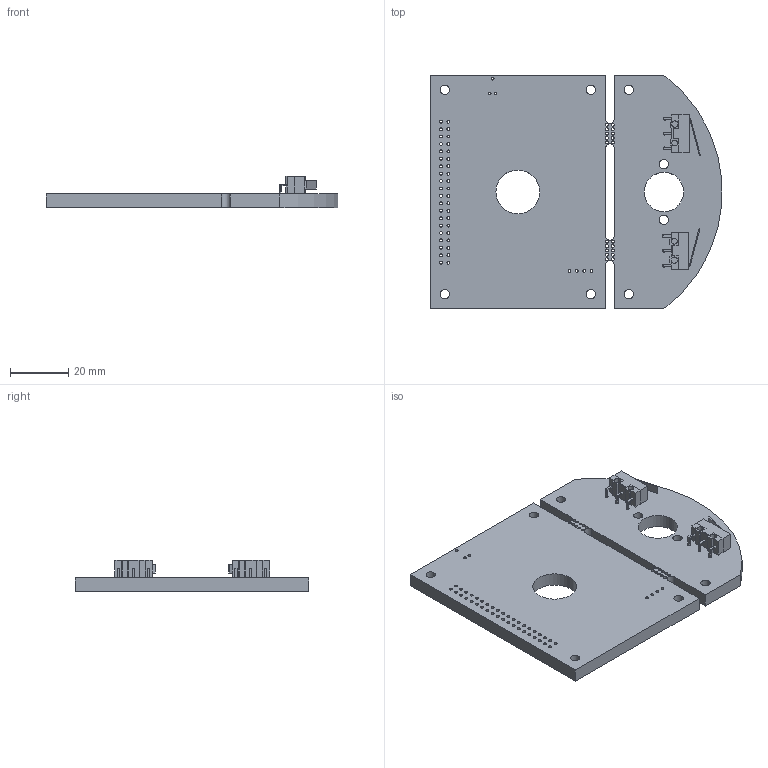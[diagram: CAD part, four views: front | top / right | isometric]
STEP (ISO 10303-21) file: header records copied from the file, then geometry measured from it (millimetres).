
FILE_DESCRIPTION(('KiCad electronic assembly'),'2;1');
FILE_NAME('swarmbot.step','2021-10-13T18:31:28',('Pcbnew'),('Kicad'), 'Open CASCADE STEP processor 7.5','KiCad to STEP converter','Unknown' );
FILE_SCHEMA(('AUTOMOTIVE_DESIGN { 1 0 10303 214 1 1 1 1 }'));
Length unit declared in the file: millimetre
Products named in the file (6): swarmbot 1; TypeC; COMPOUND; TypeD; swarmbot PCB
Assembly tree (5 placements, depth 3):
  swarmbot 1
    TypeC
      COMPOUND
    TypeD
      COMPOUND
    swarmbot PCB
Bounding box: 99.82 x 80.02 x 10.64 mm (x, y, z)
Volume: 33153.1 mm3; surface area: 19405.3 mm2
Topology: 13 solids, 13 shells, 231 faces, 615 edges, 410 vertices
Faces by surface type: bspline 130, cylinder 88, plane 13
Full cylindrical faces by diameter (mm): 0.95 x4, 0.991 x3, 1 x66, 3.2 x8, 13.5 x1, 15 x1
Entity records: 14956 total; most frequent: CARTESIAN_POINT 4060, DIRECTION 1281, ORIENTED_EDGE 1230, PCURVE 1230, DEFINITIONAL_REPRESENTATION 1230, B_SPLINE_CURVE_WITH_KNOTS 914, EDGE_CURVE 615, LINE 539
